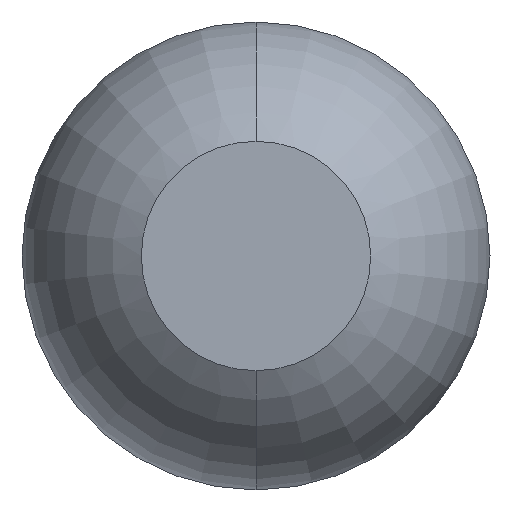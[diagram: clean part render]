
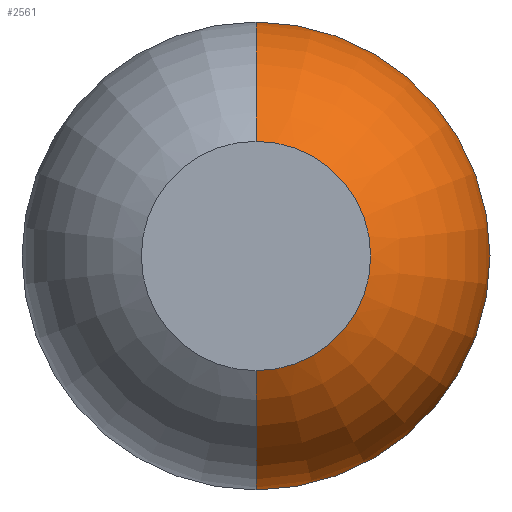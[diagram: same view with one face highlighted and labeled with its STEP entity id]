
A CAD part, front view. The second image highlights one B-rep face of the part: STEP entity #2561.
In plain terms, the highlighted toroidal (fillet/blend) face has major radius 0.01 mm and minor radius 0.5 mm.
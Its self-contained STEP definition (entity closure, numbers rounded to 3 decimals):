
#37 = EDGE_CURVE ( 'NONE', #3234, #2096, #3232, .T. ) ;
#129 = VERTEX_POINT ( 'NONE', #226 ) ;
#226 = CARTESIAN_POINT ( 'NONE',  ( 0., -26.961, 0.51 ) ) ;
#258 = CARTESIAN_POINT ( 'NONE',  ( 0., -26.961, 0. ) ) ;
#279 = DIRECTION ( 'NONE',  ( 0., 0., -1. ) ) ;
#348 = FACE_OUTER_BOUND ( 'NONE', #2297, .T. ) ;
#386 = VERTEX_POINT ( 'NONE', #1140 ) ;
#451 = ORIENTED_EDGE ( 'NONE', *, *, #1004, .F. ) ;
#590 = AXIS2_PLACEMENT_3D ( 'NONE', #258, #2860, #3435 ) ;
#844 = ORIENTED_EDGE ( 'NONE', *, *, #3065, .F. ) ;
#852 = AXIS2_PLACEMENT_3D ( 'NONE', #2909, #2016, #279 ) ;
#1004 = EDGE_CURVE ( 'NONE', #386, #129, #3690, .T. ) ;
#1028 = CARTESIAN_POINT ( 'NONE',  ( 0., -27.4, 0. ) ) ;
#1140 = CARTESIAN_POINT ( 'NONE',  ( 0., -27.4, 0.25 ) ) ;
#1279 = ORIENTED_EDGE ( 'NONE', *, *, #2176, .F. ) ;
#1642 = DIRECTION ( 'NONE',  ( -1., 0., 0. ) ) ;
#1793 = CARTESIAN_POINT ( 'NONE',  ( 0., -27.4, -0.25 ) ) ;
#1834 = CIRCLE ( 'NONE', #590, 0.51 ) ;
#1857 = CARTESIAN_POINT ( 'NONE',  ( 0., -26.961, -0.51 ) ) ;
#1887 = DIRECTION ( 'NONE',  ( 0., 1., 0. ) ) ;
#1907 = DIRECTION ( 'NONE',  ( 0., 0., 1. ) ) ;
#1928 = AXIS2_PLACEMENT_3D ( 'NONE', #2812, #1642, #2224 ) ;
#1948 = CIRCLE ( 'NONE', #2759, 0.25 ) ;
#1953 = ORIENTED_EDGE ( 'NONE', *, *, #37, .T. ) ;
#1963 = AXIS2_PLACEMENT_3D ( 'NONE', #2762, #1887, #1907 ) ;
#2016 = DIRECTION ( 'NONE',  ( 1., 0., 0. ) ) ;
#2096 = VERTEX_POINT ( 'NONE', #1857 ) ;
#2176 = EDGE_CURVE ( 'Defeature ausgef�hrt1_12+Defeature ausgef�hrt1_5+Defeature ausgef�hrt1_5+Defeature ausgef�hrt1_5', #3234, #386, #1948, .T. ) ;
#2202 = DIRECTION ( 'NONE',  ( 0., 0., -1. ) ) ;
#2224 = DIRECTION ( 'NONE',  ( 0., 0., 1. ) ) ;
#2297 = EDGE_LOOP ( 'NONE', ( #1279, #1953, #844, #451 ) ) ;
#2561 = ADVANCED_FACE ( 'Defeature ausgef�hrt1_5', ( #348 ), #3372, .T. ) ;
#2759 = AXIS2_PLACEMENT_3D ( 'NONE', #1028, #3080, #2202 ) ;
#2762 = CARTESIAN_POINT ( 'NONE',  ( 0., -26.961, 0. ) ) ;
#2812 = CARTESIAN_POINT ( 'NONE',  ( 0., -26.961, 0.01 ) ) ;
#2860 = DIRECTION ( 'NONE',  ( 0., 1., 0. ) ) ;
#2909 = CARTESIAN_POINT ( 'NONE',  ( 0., -26.961, -0.01 ) ) ;
#3065 = EDGE_CURVE ( 'Defeature ausgef�hrt1_6+Defeature ausgef�hrt1_5+Defeature ausgef�hrt1_5+Defeature ausgef�hrt1_5', #129, #2096, #1834, .T. ) ;
#3080 = DIRECTION ( 'NONE',  ( 0., -1., 0. ) ) ;
#3232 = CIRCLE ( 'NONE', #852, 0.5 ) ;
#3234 = VERTEX_POINT ( 'NONE', #1793 ) ;
#3372 = TOROIDAL_SURFACE ( 'NONE', #1963, 0.01, 0.5 ) ;
#3435 = DIRECTION ( 'NONE',  ( 0., 0., 1. ) ) ;
#3690 = CIRCLE ( 'NONE', #1928, 0.5 ) ;
